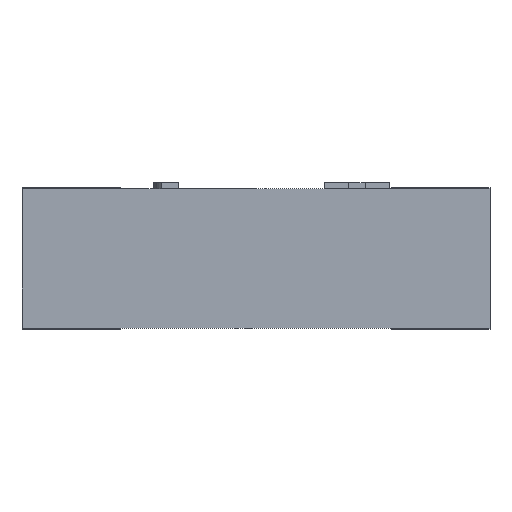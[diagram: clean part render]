
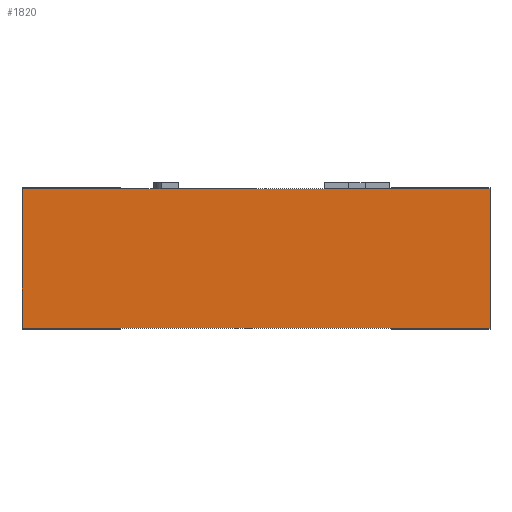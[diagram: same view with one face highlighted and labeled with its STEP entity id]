
A CAD part, left-side view. The second image highlights one B-rep face of the part: STEP entity #1820.
In plain terms, the highlighted planar face has unit normal (-1, 0, 0).
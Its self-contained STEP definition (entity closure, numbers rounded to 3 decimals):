
#130=FACE_OUTER_BOUND('',#224,.T.);
#224=EDGE_LOOP('',(#1499,#1500,#1501,#1502));
#356=LINE('',#3026,#564);
#418=LINE('',#3150,#626);
#424=LINE('',#3162,#632);
#425=LINE('',#3163,#633);
#564=VECTOR('',#2096,1000.);
#626=VECTOR('',#2194,1000.);
#632=VECTOR('',#2202,1000.);
#633=VECTOR('',#2203,1000.);
#824=VERTEX_POINT('',#3023);
#825=VERTEX_POINT('',#3025);
#869=VERTEX_POINT('',#3149);
#874=VERTEX_POINT('',#3161);
#1044=EDGE_CURVE('',#825,#824,#356,.T.);
#1106=EDGE_CURVE('',#869,#824,#418,.T.);
#1112=EDGE_CURVE('',#874,#825,#424,.T.);
#1113=EDGE_CURVE('',#869,#874,#425,.T.);
#1499=ORIENTED_EDGE('',*,*,#1112,.T.);
#1500=ORIENTED_EDGE('',*,*,#1044,.T.);
#1501=ORIENTED_EDGE('',*,*,#1106,.F.);
#1502=ORIENTED_EDGE('',*,*,#1113,.T.);
#1730=PLANE('',#1905);
#1820=ADVANCED_FACE('',(#130),#1730,.T.);
#1905=AXIS2_PLACEMENT_3D('',#3160,#2200,#2201);
#2096=DIRECTION('',(0.,-1.,0.));
#2194=DIRECTION('',(0.,0.,-1.));
#2200=DIRECTION('center_axis',(-1.,0.,0.));
#2201=DIRECTION('ref_axis',(0.,0.,1.));
#2202=DIRECTION('',(0.,0.,-1.));
#2203=DIRECTION('',(0.,1.,0.));
#3023=CARTESIAN_POINT('',(-1.75,-1.9,0.));
#3025=CARTESIAN_POINT('',(-1.75,1.9,0.));
#3026=CARTESIAN_POINT('',(-1.75,1.9,0.));
#3149=CARTESIAN_POINT('',(-1.75,-1.9,1.13));
#3150=CARTESIAN_POINT('',(-1.75,-1.9,0.));
#3160=CARTESIAN_POINT('Origin',(-1.75,-1.9,0.));
#3161=CARTESIAN_POINT('',(-1.75,1.9,1.13));
#3162=CARTESIAN_POINT('',(-1.75,1.9,0.));
#3163=CARTESIAN_POINT('',(-1.75,-1.9,1.13));
